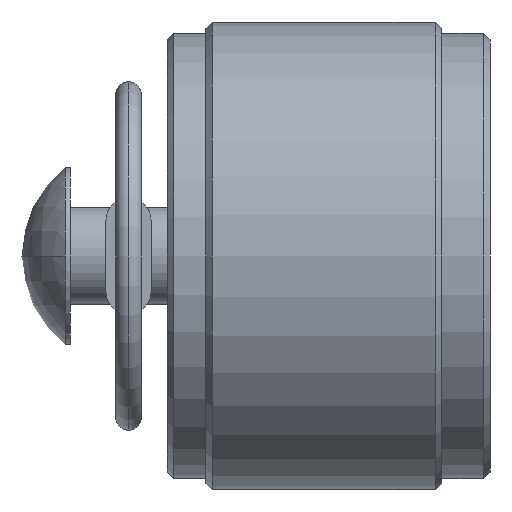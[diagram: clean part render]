
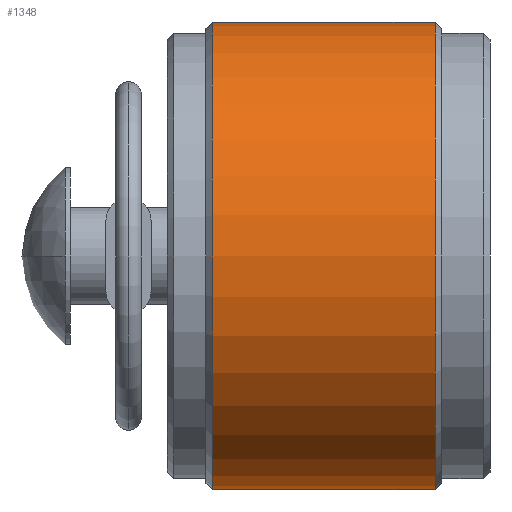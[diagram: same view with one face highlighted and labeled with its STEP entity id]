
A CAD part, front view. The second image highlights one B-rep face of the part: STEP entity #1348.
In plain terms, the highlighted cylindrical face has radius 7.25 mm (diameter 14.5 mm), a partial arc.
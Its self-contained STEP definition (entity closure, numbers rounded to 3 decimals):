
#114 = DIRECTION ( 'NONE',  ( -1., 0., 0. ) ) ;
#304 = CARTESIAN_POINT ( 'NONE',  ( 8.3, 0., 0. ) ) ;
#421 = ORIENTED_EDGE ( 'NONE', *, *, #1868, .F. ) ;
#434 = CARTESIAN_POINT ( 'NONE',  ( 8.3, 0., 7.25 ) ) ;
#436 = AXIS2_PLACEMENT_3D ( 'NONE', #2299, #2770, #1624 ) ;
#470 = EDGE_CURVE ( 'NONE', #1866, #701, #812, .T. ) ;
#571 = CARTESIAN_POINT ( 'NONE',  ( 0., 0., 0. ) ) ;
#583 = VECTOR ( 'NONE', #2803, 1000. ) ;
#628 = DIRECTION ( 'NONE',  ( -1., 0., 0. ) ) ;
#654 = AXIS2_PLACEMENT_3D ( 'NONE', #304, #2585, #1213 ) ;
#680 = ORIENTED_EDGE ( 'NONE', *, *, #1253, .T. ) ;
#701 = VERTEX_POINT ( 'NONE', #1044 ) ;
#812 = CIRCLE ( 'NONE', #436, 7.25 ) ;
#816 = AXIS2_PLACEMENT_3D ( 'NONE', #571, #114, #1696 ) ;
#826 = CARTESIAN_POINT ( 'NONE',  ( 1.4, 0., 7.25 ) ) ;
#887 = CARTESIAN_POINT ( 'NONE',  ( 0., 0., -7.25 ) ) ;
#1044 = CARTESIAN_POINT ( 'NONE',  ( 1.4, 0., -7.25 ) ) ;
#1213 = DIRECTION ( 'NONE',  ( 0., 0., 1. ) ) ;
#1253 = EDGE_CURVE ( 'NONE', #1856, #2015, #2134, .T. ) ;
#1257 = CARTESIAN_POINT ( 'NONE',  ( 8.3, 0., -7.25 ) ) ;
#1348 = ADVANCED_FACE ( 'NONE', ( #1572 ), #2866, .T. ) ;
#1354 = EDGE_CURVE ( 'NONE', #2015, #1866, #2896, .T. ) ;
#1449 = VECTOR ( 'NONE', #628, 1000. ) ;
#1572 = FACE_OUTER_BOUND ( 'NONE', #2347, .T. ) ;
#1624 = DIRECTION ( 'NONE',  ( 0., 0., -1. ) ) ;
#1696 = DIRECTION ( 'NONE',  ( 0., 0., 1. ) ) ;
#1756 = ORIENTED_EDGE ( 'NONE', *, *, #1354, .T. ) ;
#1856 = VERTEX_POINT ( 'NONE', #1257 ) ;
#1866 = VERTEX_POINT ( 'NONE', #826 ) ;
#1868 = EDGE_CURVE ( 'NONE', #1856, #701, #2321, .T. ) ;
#2015 = VERTEX_POINT ( 'NONE', #434 ) ;
#2134 = CIRCLE ( 'NONE', #654, 7.25 ) ;
#2299 = CARTESIAN_POINT ( 'NONE',  ( 1.4, 0., 0. ) ) ;
#2321 = LINE ( 'NONE', #887, #1449 ) ;
#2347 = EDGE_LOOP ( 'NONE', ( #421, #680, #1756, #2616 ) ) ;
#2579 = CARTESIAN_POINT ( 'NONE',  ( 0., 0., 7.25 ) ) ;
#2585 = DIRECTION ( 'NONE',  ( -1., 0., 0. ) ) ;
#2616 = ORIENTED_EDGE ( 'NONE', *, *, #470, .T. ) ;
#2770 = DIRECTION ( 'NONE',  ( 1., 0., 0. ) ) ;
#2803 = DIRECTION ( 'NONE',  ( -1., 0., 0. ) ) ;
#2866 = CYLINDRICAL_SURFACE ( 'NONE', #816, 7.25 ) ;
#2896 = LINE ( 'NONE', #2579, #583 ) ;
